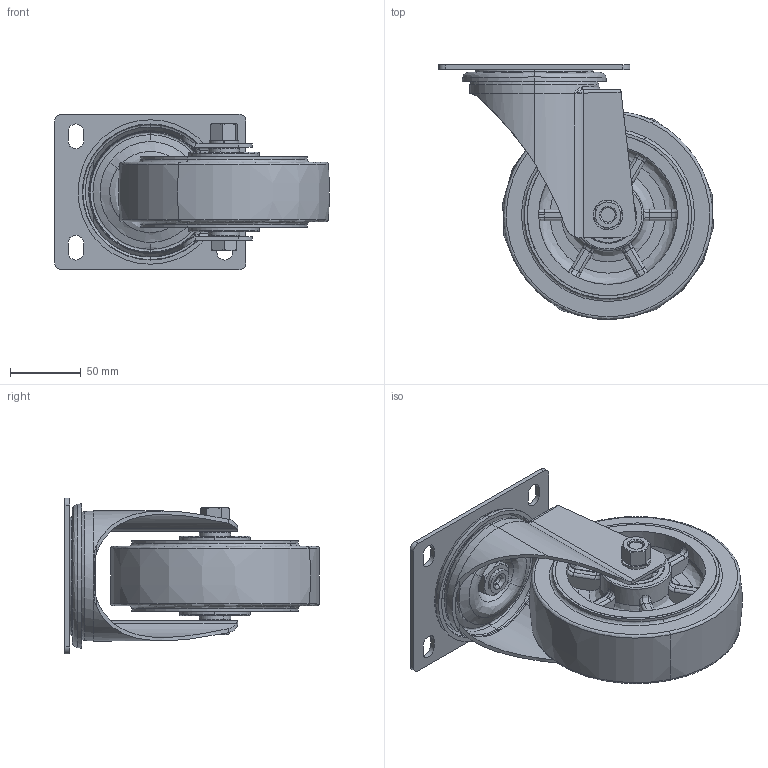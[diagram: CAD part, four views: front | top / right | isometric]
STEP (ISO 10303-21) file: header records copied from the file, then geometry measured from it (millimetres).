
FILE_DESCRIPTION (( 'STEP AP203' ), '1' );
FILE_NAME ('S6042.STEP', '2020-02-24T03:32:56', ( '' ), ( '' ), 'SwSTEP 2.0', 'SolidWorks 2013', '' );
FILE_SCHEMA (( 'CONFIG_CONTROL_DESIGN' ));
Length unit declared in the file: millimetre
Products named in the file (1): S6042
Bounding box: 193.82 x 179.54 x 110 mm (x, y, z)
Volume: 773551.3 mm3; surface area: 244053.5 mm2
Topology: 16 solids, 16 shells, 713 faces, 1888 edges, 1174 vertices
Faces by surface type: bspline 320, plane 166, cylinder 161, cone 66
Entity records: 37066 total; most frequent: CARTESIAN_POINT 21404, ORIENTED_EDGE 3752, DIRECTION 2701, EDGE_CURVE 1876, VERTEX_POINT 1174, AXIS2_PLACEMENT_3D 1129, EDGE_LOOP 768, CIRCLE 735
